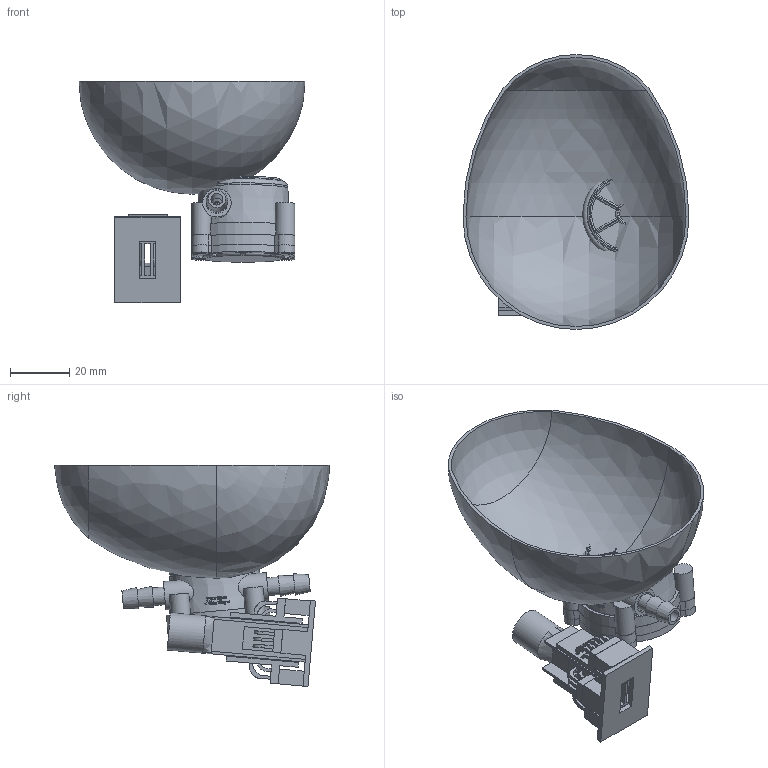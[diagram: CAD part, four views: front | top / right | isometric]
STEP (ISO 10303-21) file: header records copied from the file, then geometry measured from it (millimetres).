
FILE_DESCRIPTION(/* description */ (''),/* implementation_level */ '2;1');
FILE_NAME(/* name */ 'UrinDx Assembly.step',/* time_stamp */ '2023-02-01T17:10:25-06:00',/* author */ (''),/* organization */ (''),/* preprocessor_version */ 'ST-DEVELOPER v19.2',/* originating_system */ 'Autodesk Translation Framework v11.17.0.187',/* authorisation */ '');
FILE_SCHEMA (('AUTOMOTIVE_DESIGN { 1 0 10303 214 3 1 1 }'));
Length unit declared in the file: inch
Products named in the file (12): UrinDx Assembly; Sensor Array Assembly; Board; Cuvette; 5 Pin Sensor; 3 Pin Sensor; YF-S401 Assembly; YF-S401 Base; Impellor; YF-S401 Spacer; YF-S401 Cap; Adam Funnel
Assembly tree (13 placements, depth 3):
  UrinDx Assembly
    Sensor Array Assembly
      Board
      Cuvette
      5 Pin Sensor  x2
      3 Pin Sensor  x2
    YF-S401 Assembly
      YF-S401 Base
      Impellor
      YF-S401 Spacer
      YF-S401 Cap
    Adam Funnel
Bounding box: 76.2 x 92.71 x 74.7 mm (x, y, z)
Volume: 32008.2 mm3; surface area: 53156 mm2
Topology: 78 solids, 78 shells, 1418 faces, 3454 edges, 2294 vertices
Faces by surface type: plane 1024, bspline 205, cylinder 141, torus 31, cone 13, sphere 4
Full cylindrical faces by diameter (mm): 1.65 x2, 1.75 x1, 2 x1, 2.25 x4, 3 x1, 3.15 x4, 3.2 x1, 3.4 x1, 4 x3, 4.73 x1, 5.3 x1, 5.38 x1, 6 x3, 7.2 x4, 7.5 x1, 7.95 x1, 9.6 x2, 10.8 x1, 11.72 x1, 12.6 x1, 24.88 x1, 26.7 x1, 26.8 x1, 27 x2, 27.76 x3, 28.8 x1, 30.1 x1, 30.4 x1, 30.9 x1, 32.5 x1
Entity records: 38119 total; most frequent: CARTESIAN_POINT 11194, ORIENTED_EDGE 5728, DIRECTION 4754, EDGE_CURVE 2864, LINE 2046, VECTOR 2046, VERTEX_POINT 1904, AXIS2_PLACEMENT_3D 1354
